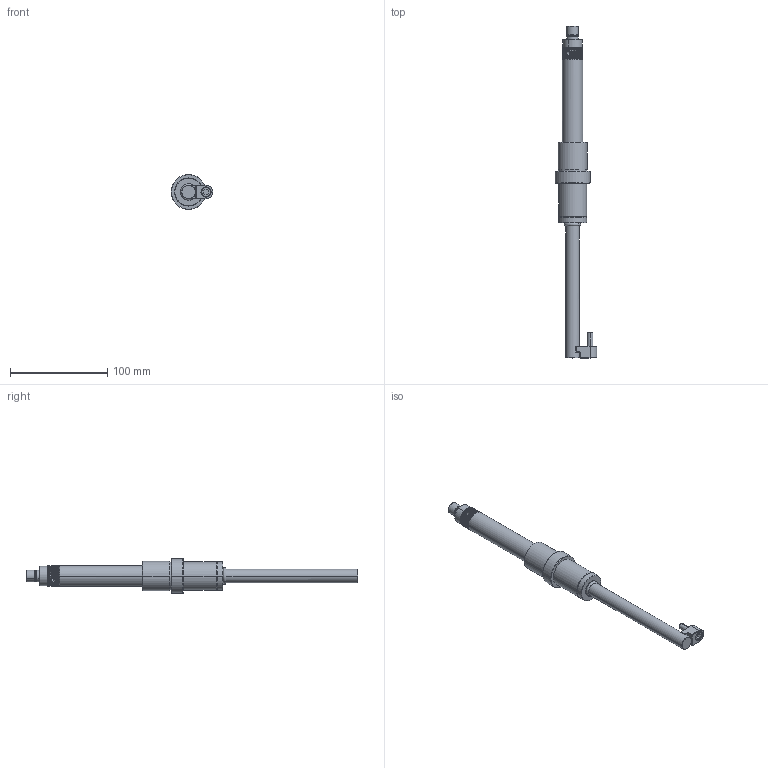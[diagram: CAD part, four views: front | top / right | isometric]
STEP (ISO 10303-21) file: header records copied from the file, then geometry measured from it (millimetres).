
FILE_DESCRIPTION (( 'STEP AP214' ), '1' );
FILE_NAME ('LD142130-WEB.STEP', '2020-11-10T10:53:38', ( '' ), ( '' ), 'SwSTEP 2.0', 'SolidWorks 2019', '' );
FILE_SCHEMA (( 'AUTOMOTIVE_DESIGN' ));
Length unit declared in the file: millimetre
Products named in the file (8): Group1^LD142130-WEB; Group5^LD142130-WEB; Group3^LD142130-WEB; Group4^LD142130-WEB; 1DIN912620-2^LD142130-WEB; LD142130-WEB; Group2^LD142130-WEB; 9LD1421BV-1^LD142130-WEB
Assembly tree (7 placements, depth 2):
  LD142130-WEB
    Group1^LD142130-WEB
    Group2^LD142130-WEB
    Group3^LD142130-WEB
    Group4^LD142130-WEB
    Group5^LD142130-WEB
    1DIN912620-2^LD142130-WEB
    9LD1421BV-1^LD142130-WEB
Bounding box: 43 x 341.96 x 36 mm (x, y, z)
Volume: 109473.7 mm3; surface area: 53064.7 mm2
Topology: 11 solids, 11 shells, 968 faces, 2666 edges, 1723 vertices
Faces by surface type: cylinder 466, plane 318, cone 96, torus 54, bspline 32, sphere 2
Full cylindrical faces by diameter (mm): 4.2 x1
Entity records: 42105 total; most frequent: CARTESIAN_POINT 18409, ORIENTED_EDGE 5316, DIRECTION 3618, EDGE_CURVE 2658, VERTEX_POINT 1725, AXIS2_PLACEMENT_3D 1364, B_SPLINE_CURVE_WITH_KNOTS 1246, EDGE_LOOP 1003
